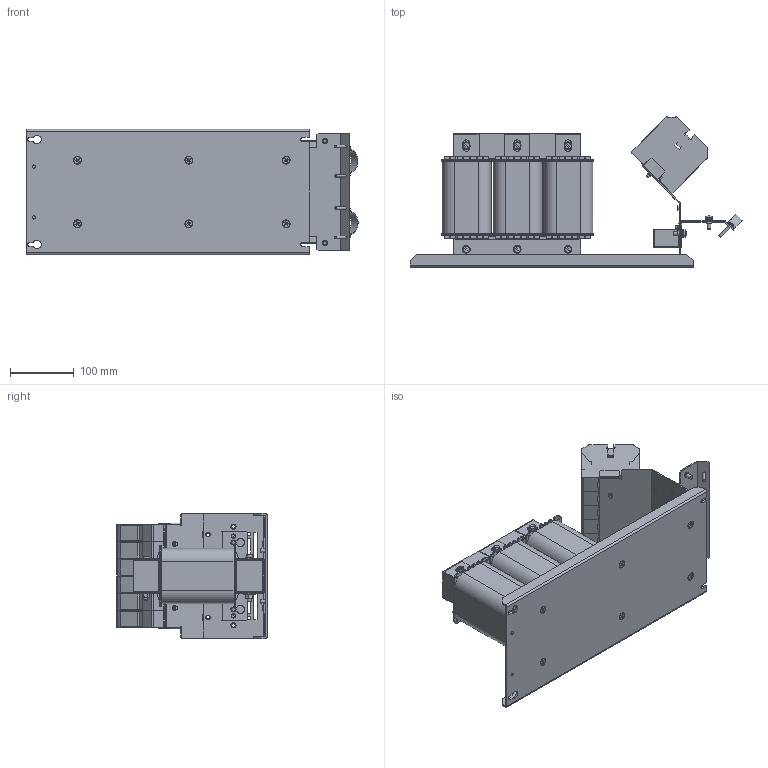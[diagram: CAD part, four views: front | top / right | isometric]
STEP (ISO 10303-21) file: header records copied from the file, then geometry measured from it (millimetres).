
FILE_DESCRIPTION (( 'STEP AP214' ), '1' );
FILE_NAME ('130B2844.STEP', '2015-02-12T10:06:50', ( 'EDV' ), ( 'Microsoft' ), 'SwSTEP 2.0', 'SolidWorks 2014', '' );
FILE_SCHEMA (( 'AUTOMOTIVE_DESIGN' ));
Length unit declared in the file: millimetre
Products named in the file (30): +1095-0157; #143-0174; Wickel 3UI 120_51; Luftspalt 2 f黵 B 09080113; UI120-51oD; Luftspalt f黵 B 0908113; Verguss; #142-0440; WDU 95N_120N beige +2210-0083; pan head cross collar screw_din_DIN 967 - M4 x 25 - Z --- 23.6N; #060-0426; curved spring lock washer_din_Spring washer DIN 128 - A6; #040-1232; pan head cross recess screw_din_ISO 7045 - M6 x 16 - Z --- 16N; #050-0917; countersunk flat head cross recess screw_din_ISO 7046-1 - M6 x 8 - Z --- 8N; #020-1796; pan head cross recess screw_din_ISO 7045 - M5 x 10 - Z --- 10N; TS35x150_ohne Bohrungen; curved spring lock washer_din_Spring washer DIN 128 - A5; #050-0919; countersunk flat head cross recess screw_din_ISO 7046-1 - M4 x 8 - Z --- 8N; D57a; plain washer grade a_din_Washer DIN 125 - A 6.4; 130B2844; hex nut gradec_din_Hexagon Nut ISO 4034 - M6 - N; M6x70-DIN84; M6x65-DIN84; plain washer large_din_Washer DIN 9021 - 6.4
Assembly tree (98 placements, depth 2):
  130B2844
    D57a  x6
    #050-0919
    TS35x150_ohne Bohrungen
    #020-1796
    #050-0917
    #040-1232  x2
    #060-0426
    #142-0440
    #142-0440
    Luftspalt f黵 B 0908113  x2
    Luftspalt 2 f黵 B 09080113  x6
    #143-0174  x9
    +1095-0157  x2
    plain washer large_din_Washer DIN 9021 - 6.4  x6
    M6x65-DIN84  x3
    M6x70-DIN84  x3
    hex nut gradec_din_Hexagon Nut ISO 4034 - M6 - N  x6
    plain washer grade a_din_Washer DIN 125 - A 6.4  x10
    countersunk flat head cross recess screw_din_ISO 7046-1 - M4 x 8 - Z --- 8N
    curved spring lock washer_din_Spring washer DIN 128 - A5  x2
    pan head cross recess screw_din_ISO 7045 - M5 x 10 - Z --- 10N  x2
    countersunk flat head cross recess screw_din_ISO 7046-1 - M6 x 8 - Z --- 8N  x6
    pan head cross recess screw_din_ISO 7045 - M6 x 16 - Z --- 16N  x4
    curved spring lock washer_din_Spring washer DIN 128 - A6  x4
    pan head cross collar screw_din_DIN 967 - M4 x 25 - Z --- 23.6N  x4
    WDU 95N_120N beige +2210-0083  x6
    Verguss
    UI120-51oD  x3
    Wickel 3UI 120_51  x3
Bounding box: 521.8 x 236.33 x 197 mm (x, y, z)
Volume: 4704547.1 mm3; surface area: 1381667.3 mm2
Topology: 100 solids, 100 shells, 4853 faces, 12352 edges, 7773 vertices
Faces by surface type: plane 3151, cylinder 1052, torus 323, cone 177, bspline 140, sphere 10
Full cylindrical faces by diameter (mm): 3 x24, 3.7 x4, 4 x6, 4.606 x1, 5 x16, 5.5 x6, 6 x36, 6.4 x16, 6.95 x4, 7 x16, 7.15 x4, 8 x12, 8.4 x1, 8.5 x6, 9.5 x2, 10 x16, 10.5 x6, 11 x6, 11.3 x6, 12 x14, 18 x6
Entity records: 61397 total; most frequent: CARTESIAN_POINT 15416, ORIENTED_EDGE 8540, DIRECTION 8509, EDGE_CURVE 4270, VECTOR 2963, LINE 2963, AXIS2_PLACEMENT_3D 2773, VERTEX_POINT 2750
